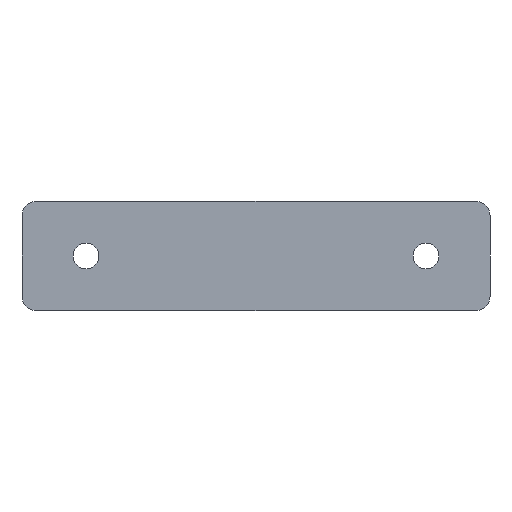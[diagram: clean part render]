
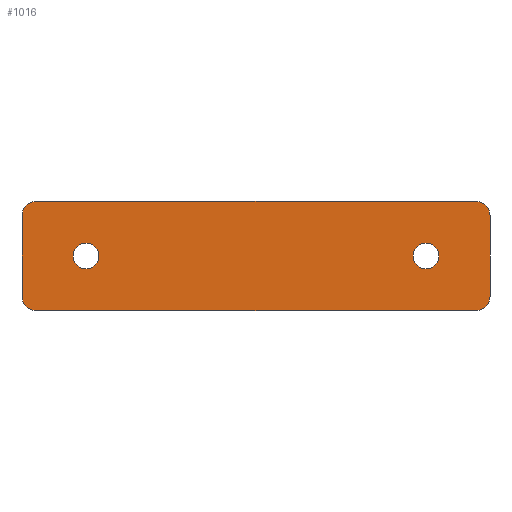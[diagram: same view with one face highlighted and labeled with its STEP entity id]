
A CAD part, front view. The second image highlights one B-rep face of the part: STEP entity #1016.
In plain terms, the highlighted planar face has unit normal (0, -1, 0).
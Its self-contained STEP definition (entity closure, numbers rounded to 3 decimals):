
#25=FACE_BOUND('',#183,.T.);
#26=FACE_BOUND('',#184,.T.);
#44=PLANE('',#1170);
#114=FACE_OUTER_BOUND('',#182,.T.);
#182=EDGE_LOOP('',(#921,#922,#923,#924,#925,#926,#927,#928));
#183=EDGE_LOOP('',(#929));
#184=EDGE_LOOP('',(#930));
#204=LINE('',#1598,#274);
#212=LINE('',#1624,#282);
#234=LINE('',#1717,#304);
#254=LINE('',#1806,#324);
#274=VECTOR('',#1262,10.);
#282=VECTOR('',#1284,10.);
#304=VECTOR('',#1386,10.);
#324=VECTOR('',#1508,10.);
#378=CIRCLE('',#1117,2.);
#379=CIRCLE('',#1120,2.);
#385=CIRCLE('',#1142,2.);
#386=CIRCLE('',#1144,2.);
#390=CIRCLE('',#1151,1.75);
#391=CIRCLE('',#1153,1.75);
#431=VERTEX_POINT('',#1595);
#432=VERTEX_POINT('',#1597);
#442=VERTEX_POINT('',#1621);
#443=VERTEX_POINT('',#1623);
#473=VERTEX_POINT('',#1711);
#474=VERTEX_POINT('',#1715);
#480=VERTEX_POINT('',#1759);
#481=VERTEX_POINT('',#1763);
#484=VERTEX_POINT('',#1774);
#485=VERTEX_POINT('',#1778);
#535=EDGE_CURVE('',#431,#432,#204,.T.);
#548=EDGE_CURVE('',#442,#443,#212,.T.);
#594=EDGE_CURVE('',#473,#431,#378,.T.);
#596=EDGE_CURVE('',#474,#473,#234,.T.);
#597=EDGE_CURVE('',#443,#474,#379,.T.);
#616=EDGE_CURVE('',#432,#480,#385,.T.);
#619=EDGE_CURVE('',#481,#442,#386,.T.);
#624=EDGE_CURVE('',#484,#484,#390,.T.);
#626=EDGE_CURVE('',#485,#485,#391,.T.);
#638=EDGE_CURVE('',#480,#481,#254,.T.);
#921=ORIENTED_EDGE('',*,*,#616,.F.);
#922=ORIENTED_EDGE('',*,*,#535,.F.);
#923=ORIENTED_EDGE('',*,*,#594,.F.);
#924=ORIENTED_EDGE('',*,*,#596,.F.);
#925=ORIENTED_EDGE('',*,*,#597,.F.);
#926=ORIENTED_EDGE('',*,*,#548,.F.);
#927=ORIENTED_EDGE('',*,*,#619,.F.);
#928=ORIENTED_EDGE('',*,*,#638,.F.);
#929=ORIENTED_EDGE('',*,*,#624,.T.);
#930=ORIENTED_EDGE('',*,*,#626,.T.);
#1016=ADVANCED_FACE('',(#114,#25,#26),#44,.F.);
#1117=AXIS2_PLACEMENT_3D('',#1713,#1381,#1382);
#1120=AXIS2_PLACEMENT_3D('',#1719,#1389,#1390);
#1142=AXIS2_PLACEMENT_3D('',#1760,#1446,#1447);
#1144=AXIS2_PLACEMENT_3D('',#1765,#1452,#1453);
#1151=AXIS2_PLACEMENT_3D('',#1776,#1467,#1468);
#1153=AXIS2_PLACEMENT_3D('',#1780,#1472,#1473);
#1170=AXIS2_PLACEMENT_3D('',#1807,#1509,#1510);
#1262=DIRECTION('',(-1.,0.,0.));
#1284=DIRECTION('',(1.,0.,0.));
#1381=DIRECTION('center_axis',(0.,1.,0.));
#1382=DIRECTION('ref_axis',(0.707,0.,-0.707));
#1386=DIRECTION('',(0.,0.,-1.));
#1389=DIRECTION('center_axis',(0.,1.,0.));
#1390=DIRECTION('ref_axis',(0.707,0.,0.707));
#1446=DIRECTION('center_axis',(0.,1.,0.));
#1447=DIRECTION('ref_axis',(-0.707,0.,-0.707));
#1452=DIRECTION('center_axis',(0.,1.,0.));
#1453=DIRECTION('ref_axis',(-0.707,0.,0.707));
#1467=DIRECTION('center_axis',(0.,1.,0.));
#1468=DIRECTION('ref_axis',(-1.,0.,0.));
#1472=DIRECTION('center_axis',(0.,1.,0.));
#1473=DIRECTION('ref_axis',(1.,0.,0.));
#1508=DIRECTION('',(0.,0.,1.));
#1509=DIRECTION('center_axis',(0.,1.,0.));
#1510=DIRECTION('ref_axis',(0.,0.,1.));
#1595=CARTESIAN_POINT('',(30.,0.,-7.5));
#1597=CARTESIAN_POINT('',(-30.,0.,-7.5));
#1598=CARTESIAN_POINT('',(32.,0.,-7.5));
#1621=CARTESIAN_POINT('',(-30.,0.,7.5));
#1623=CARTESIAN_POINT('',(30.,0.,7.5));
#1624=CARTESIAN_POINT('',(-32.,0.,7.5));
#1711=CARTESIAN_POINT('',(32.,0.,-5.5));
#1713=CARTESIAN_POINT('Origin',(30.,0.,-5.5));
#1715=CARTESIAN_POINT('',(32.,0.,5.5));
#1717=CARTESIAN_POINT('',(32.,0.,7.5));
#1719=CARTESIAN_POINT('Origin',(30.,0.,5.5));
#1759=CARTESIAN_POINT('',(-32.,0.,-5.5));
#1760=CARTESIAN_POINT('Origin',(-30.,0.,-5.5));
#1763=CARTESIAN_POINT('',(-32.,0.,5.5));
#1765=CARTESIAN_POINT('Origin',(-30.,0.,5.5));
#1774=CARTESIAN_POINT('',(25.,0.,0.));
#1776=CARTESIAN_POINT('Origin',(23.25,0.,0.));
#1778=CARTESIAN_POINT('',(-25.,0.,0.));
#1780=CARTESIAN_POINT('Origin',(-23.25,0.,0.));
#1806=CARTESIAN_POINT('',(-32.,0.,-7.5));
#1807=CARTESIAN_POINT('Origin',(0.,0.,0.));
